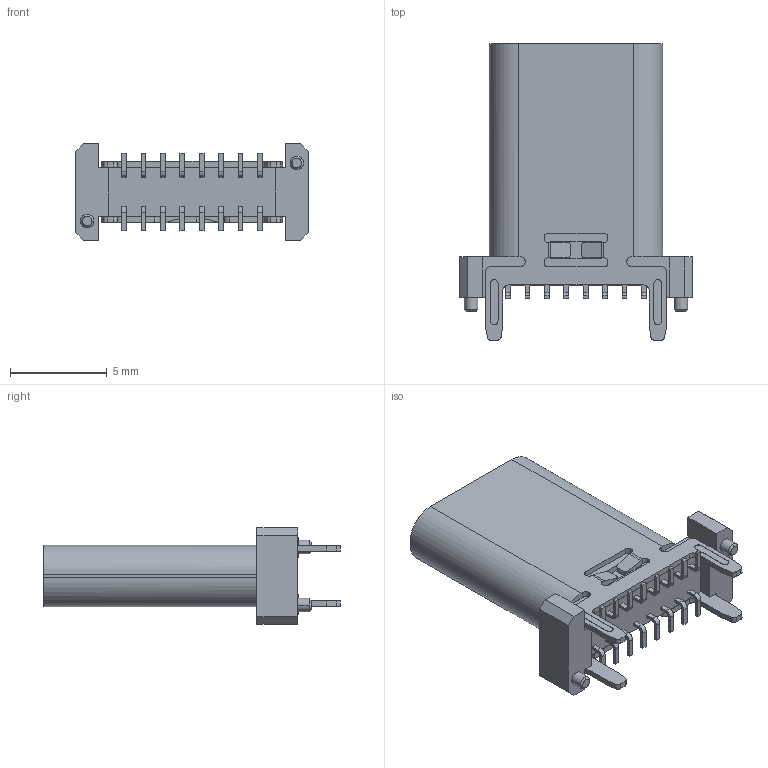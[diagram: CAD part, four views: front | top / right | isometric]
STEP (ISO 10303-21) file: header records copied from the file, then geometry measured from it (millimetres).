
FILE_DESCRIPTION((''),'2;1');
FILE_NAME('TYPE-C_16PIN___A_H0007','2025-02-28T08:56:13',('Administrator'),(''),'CREO PARAMETRIC BY PTC INC, 2020154','CREO PARAMETRIC BY PTC INC, 2020154','');
FILE_SCHEMA(('AUTOMOTIVE_DESIGN { 1 0 10303 214 1 1 1 1 }'));
Length unit declared in the file: millimetre
Products named in the file (1): TYPE-C_16PIN___A_H0007
Bounding box: 12 x 15.3 x 5 mm (x, y, z)
Volume: 273.1 mm3; surface area: 883.2 mm2
Topology: 1 solids, 1 shells, 534 faces, 1515 edges, 1002 vertices
Faces by surface type: plane 370, cylinder 152, cone 12
Entity records: 22130 total; most frequent: CARTESIAN_POINT 3216, ORIENTED_EDGE 3030, DIRECTION 2879, PRESENTATION_STYLE_ASSIGNMENT 1532, STYLED_ITEM 1516, CURVE_STYLE 1515, EDGE_CURVE 1515, VECTOR 1163
